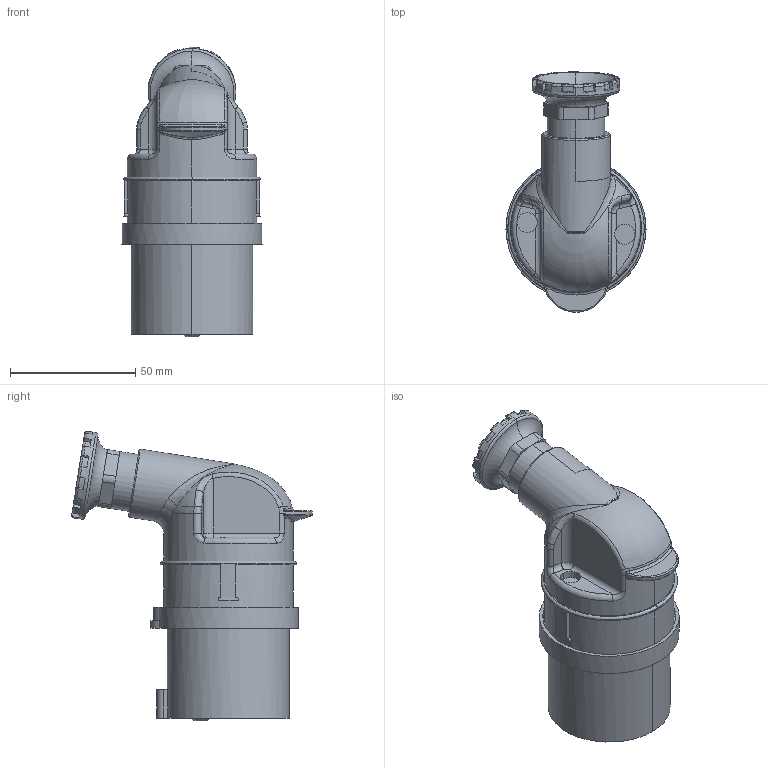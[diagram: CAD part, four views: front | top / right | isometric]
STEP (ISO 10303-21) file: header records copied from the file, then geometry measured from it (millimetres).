
FILE_DESCRIPTION((''),'2;1');
FILE_NAME('GW60089_ASM','2021-09-29T13:15:08',('User'),('Axiro Italia'),'CREO PARAMETRIC BY PTC INC, 2020354','CREO PARAMETRIC BY PTC INC, 2020354','');
FILE_SCHEMA(('CONFIG_CONTROL_DESIGN'));
Length unit declared in the file: millimetre
Products named in the file (3): GW60089_COMPONENTE_A_OR; GW60089_COMPONENTE_B_OR; GW60089_ASM
Assembly tree (2 placements, depth 2):
  GW60089_ASM
    GW60089_COMPONENTE_A_OR
    GW60089_COMPONENTE_B_OR
Bounding box: 55.86 x 96.02 x 115.55 mm (x, y, z)
Volume: 78098.9 mm3; surface area: 55575.6 mm2
Topology: 2 solids, 2 shells, 443 faces, 1119 edges, 698 vertices
Faces by surface type: plane 161, cylinder 154, bspline 75, torus 50, revolution 2, cone 1
Entity records: 18166 total; most frequent: CARTESIAN_POINT 7545, DIRECTION 2270, ORIENTED_EDGE 2238, EDGE_CURVE 1119, AXIS2_PLACEMENT_3D 928, VERTEX_POINT 698, CIRCLE 557, EDGE_LOOP 471
